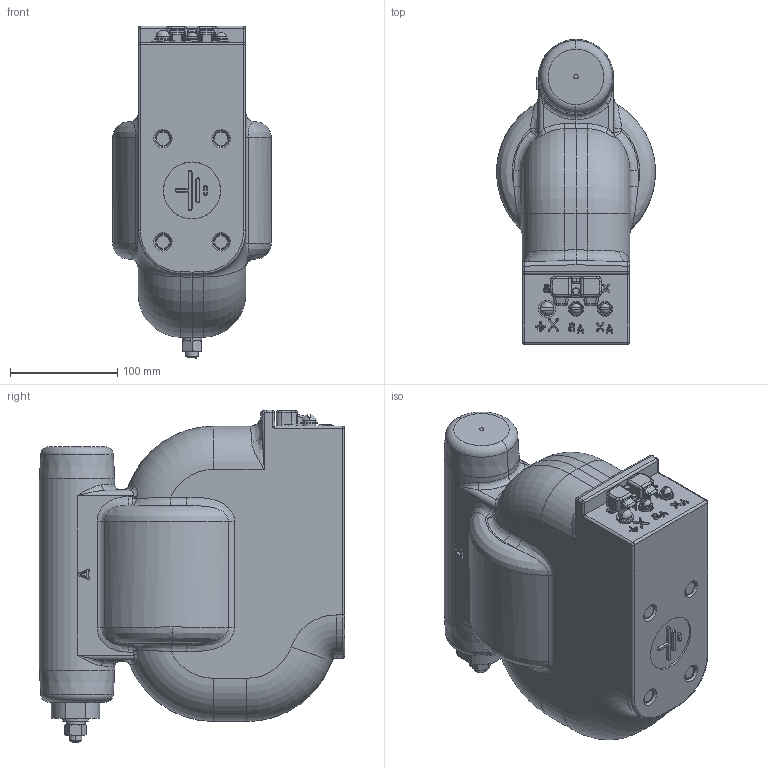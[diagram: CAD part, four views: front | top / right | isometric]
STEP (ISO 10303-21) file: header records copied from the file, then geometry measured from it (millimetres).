
FILE_DESCRIPTION (( 'STEP AP203' ), '1' );
FILE_NAME ('ﾇﾍﾎﾋﾏﾌﾈ.STEP', '2018-06-06T10:36:18', ( '' ), ( '' ), 'SwSTEP 2.0', 'SolidWorks 2010', '' );
FILE_SCHEMA (( 'CONFIG_CONTROL_DESIGN' ));
Length unit declared in the file: millimetre
Products named in the file (1): ﾇﾍﾎﾋﾏﾌﾈ
Bounding box: 148 x 284 x 309 mm (x, y, z)
Surface area: 240031 mm2 (no closed solid volume)
Topology: 0 solids, 27 shells, 519 faces, 1464 edges, 953 vertices
Faces by surface type: plane 176, cylinder 104, bspline 104, cone 93, torus 24, sphere 18
Entity records: 21611 total; most frequent: CARTESIAN_POINT 9095, ORIENTED_EDGE 2538, DIRECTION 2501, EDGE_CURVE 1449, VERTEX_POINT 953, AXIS2_PLACEMENT_3D 952, LINE 597, VECTOR 597
